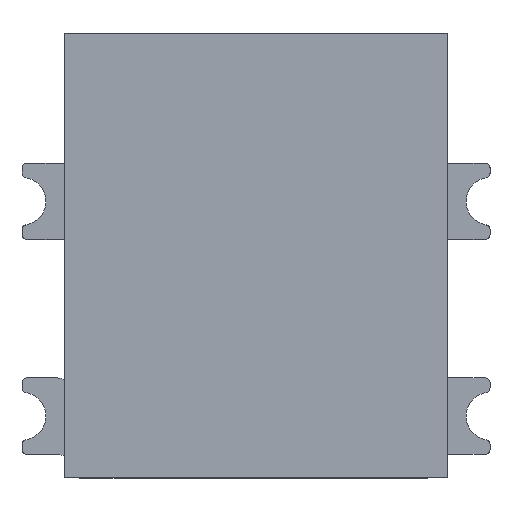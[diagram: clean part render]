
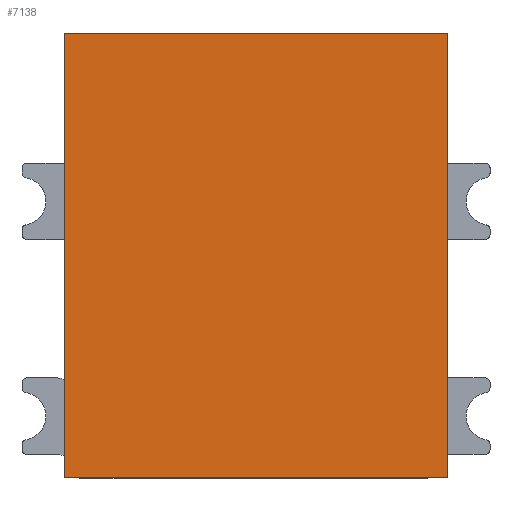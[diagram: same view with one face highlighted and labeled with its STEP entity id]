
A CAD part, top view. The second image highlights one B-rep face of the part: STEP entity #7138.
In plain terms, the highlighted planar face has unit normal (0, 0, 1).
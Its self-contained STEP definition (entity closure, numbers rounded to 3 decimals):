
#6996=CARTESIAN_POINT('',(-4.0,5.75,5.3));
#6997=VERTEX_POINT('',#6996);
#7006=CARTESIAN_POINT('',(4.,5.75,5.3));
#7007=VERTEX_POINT('',#7006);
#7008=CARTESIAN_POINT('',(4.,5.75,5.3));
#7009=DIRECTION('',(-1.0,0.0,0.0));
#7010=VECTOR('',#7009,8.0);
#7011=LINE('',#7008,#7010);
#7012=EDGE_CURVE('',#7007,#6997,#7011,.T.);
#7060=CARTESIAN_POINT('',(4.0,-3.55,5.3));
#7061=VERTEX_POINT('',#7060);
#7068=CARTESIAN_POINT('',(-4.,-3.55,5.3));
#7069=VERTEX_POINT('',#7068);
#7070=CARTESIAN_POINT('',(4.0,-3.55,5.3));
#7071=DIRECTION('',(-1.0,0.0,0.0));
#7072=VECTOR('',#7071,8.0);
#7073=LINE('',#7070,#7072);
#7074=EDGE_CURVE('',#7061,#7069,#7073,.T.);
#7117=CARTESIAN_POINT('',(4.4,6.215,5.3));
#7118=DIRECTION('',(0.0,0.0,1.0));
#7119=DIRECTION('',(-1.0,0.0,0.0));
#7120=AXIS2_PLACEMENT_3D('',#7117,#7118,#7119);
#7121=PLANE('',#7120);
#7122=ORIENTED_EDGE('',*,*,#7074,.F.);
#7123=CARTESIAN_POINT('',(4.,5.75,5.3));
#7124=DIRECTION('',(0.0,-1.0,0.0));
#7125=VECTOR('',#7124,9.3);
#7126=LINE('',#7123,#7125);
#7127=EDGE_CURVE('',#7007,#7061,#7126,.T.);
#7128=ORIENTED_EDGE('',*,*,#7127,.F.);
#7129=ORIENTED_EDGE('',*,*,#7012,.T.);
#7130=CARTESIAN_POINT('',(-4.0,5.75,5.3));
#7131=DIRECTION('',(0.0,-1.0,0.0));
#7132=VECTOR('',#7131,9.3);
#7133=LINE('',#7130,#7132);
#7134=EDGE_CURVE('',#6997,#7069,#7133,.T.);
#7135=ORIENTED_EDGE('',*,*,#7134,.T.);
#7136=EDGE_LOOP('',(#7122,#7128,#7129,#7135));
#7137=FACE_OUTER_BOUND('',#7136,.T.);
#7138=ADVANCED_FACE('',(#7137),#7121,.T.);
